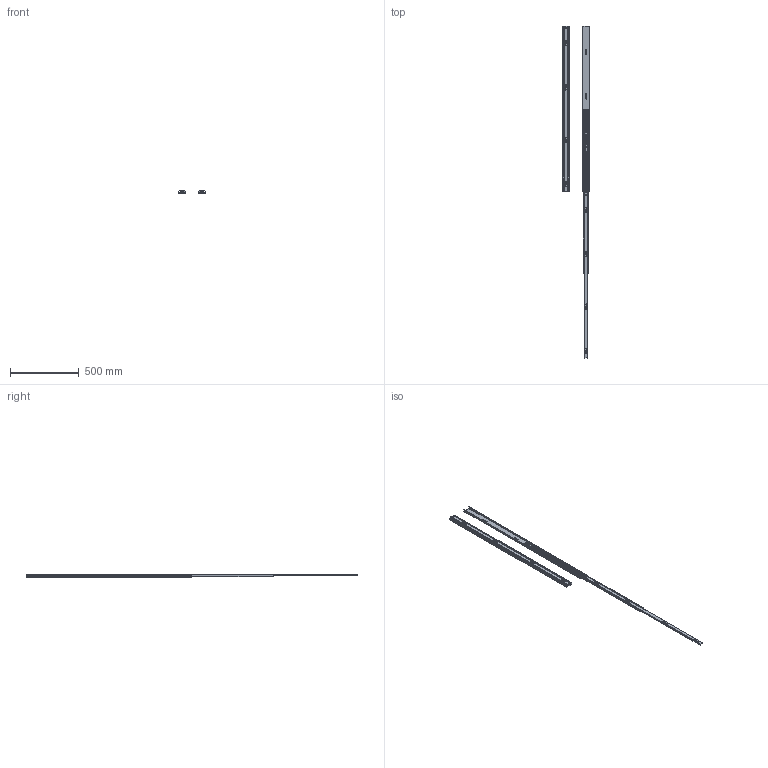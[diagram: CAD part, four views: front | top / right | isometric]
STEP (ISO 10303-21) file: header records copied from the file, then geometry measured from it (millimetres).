
FILE_DESCRIPTION( ( 'Unknown' ), '1' );
FILE_NAME( '76008-1200(閉合+展長).stp', 'Unknown', ( 'Unknown' ), ( 'Unknown' ), 'PSStep 14.0', 'Unknown', ' ' );
FILE_SCHEMA( ( 'AUTOMOTIVE_DESIGN { 1 0 10303 214 1 1 1 1 }' ) );
Length unit declared in the file: millimetre
Products named in the file (6): ; 外框-1200; 內框-1200; 中框-1200; 76008-1200; Assem1
Assembly tree (8 placements, depth 3):
  Assem1
  
      外框-1200
      內框-1200
      中框-1200
    76008-1200
      外框-1200
      內框-1200
      中框-1200
Bounding box: 202.13 x 2411.05 x 19 mm (x, y, z)
Volume: 859309.9 mm3; surface area: 895271.1 mm2
Topology: 6 solids, 6 shells, 856 faces, 2582 edges, 1722 vertices
Faces by surface type: plane 380, cylinder 348, cone 128
Full cylindrical faces by diameter (mm): 5 x20
Entity records: 18526 total; most frequent: CARTESIAN_POINT 3187, ORIENTED_EDGE 2560, DIRECTION 2426, EDGE_CURVE 1280, AXIS2_PLACEMENT_3D 867, VERTEX_POINT 860, LINE 692, VECTOR 692
